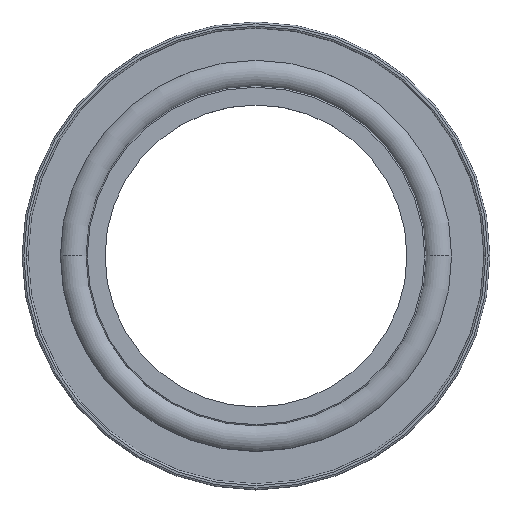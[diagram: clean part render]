
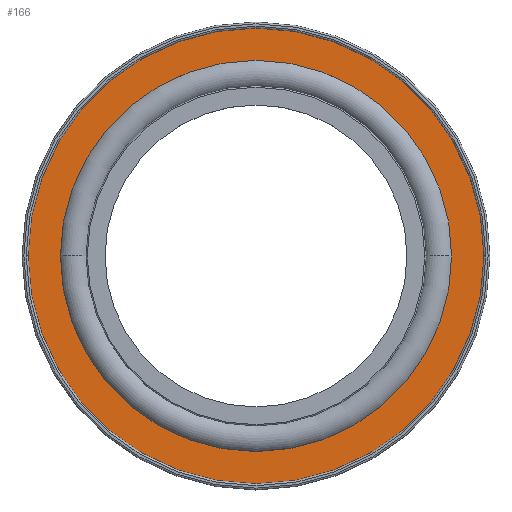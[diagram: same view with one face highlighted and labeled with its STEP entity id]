
A CAD part, top view. The second image highlights one B-rep face of the part: STEP entity #166.
In plain terms, the highlighted planar face has unit normal (0, 0, 1).
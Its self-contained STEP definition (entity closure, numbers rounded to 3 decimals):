
#1 = CARTESIAN_POINT ( 'NONE',  ( 0., 0., 1.925 ) ) ;
#5 = DIRECTION ( 'NONE',  ( 1., 0., 0. ) ) ;
#9 = DIRECTION ( 'NONE',  ( 0., 0., 1. ) ) ;
#99 = ORIENTED_EDGE ( 'NONE', *, *, #1346, .T. ) ;
#144 = VERTEX_POINT ( 'NONE', #789 ) ;
#166 = ADVANCED_FACE ( 'NONE', ( #1537, #1883 ), #805, .F. ) ;
#202 = CARTESIAN_POINT ( 'NONE',  ( 0., 0., 1.925 ) ) ;
#205 = CIRCLE ( 'NONE', #632, 37.75 ) ;
#232 = DIRECTION ( 'NONE',  ( 0., 0., 1. ) ) ;
#275 = DIRECTION ( 'NONE',  ( 0., 0., 1. ) ) ;
#368 = CIRCLE ( 'NONE', #1690, 37.75 ) ;
#431 = VERTEX_POINT ( 'NONE', #954 ) ;
#512 = DIRECTION ( 'NONE',  ( 0., 0., -1. ) ) ;
#535 = EDGE_CURVE ( 'NONE', #891, #431, #581, .T. ) ;
#581 = CIRCLE ( 'NONE', #1504, 32.4 ) ;
#584 = VERTEX_POINT ( 'NONE', #871 ) ;
#632 = AXIS2_PLACEMENT_3D ( 'NONE', #1, #9, #1600 ) ;
#743 = DIRECTION ( 'NONE',  ( 0., 0., 1. ) ) ;
#780 = ORIENTED_EDGE ( 'NONE', *, *, #1508, .F. ) ;
#789 = CARTESIAN_POINT ( 'NONE',  ( 37.75, 0., 1.925 ) ) ;
#804 = EDGE_LOOP ( 'NONE', ( #1676, #99 ) ) ;
#805 = PLANE ( 'NONE',  #1026 ) ;
#871 = CARTESIAN_POINT ( 'NONE',  ( -37.75, 0., 1.925 ) ) ;
#888 = EDGE_CURVE ( 'NONE', #144, #584, #368, .T. ) ;
#891 = VERTEX_POINT ( 'NONE', #1601 ) ;
#954 = CARTESIAN_POINT ( 'NONE',  ( 32.4, 0., 1.925 ) ) ;
#1026 = AXIS2_PLACEMENT_3D ( 'NONE', #1387, #512, #1525 ) ;
#1086 = CIRCLE ( 'NONE', #1477, 32.4 ) ;
#1151 = DIRECTION ( 'NONE',  ( 1., 0., 0. ) ) ;
#1199 = CARTESIAN_POINT ( 'NONE',  ( 0., 0., 1.925 ) ) ;
#1298 = CARTESIAN_POINT ( 'NONE',  ( 0., 0., 1.925 ) ) ;
#1346 = EDGE_CURVE ( 'NONE', #584, #144, #205, .T. ) ;
#1387 = CARTESIAN_POINT ( 'NONE',  ( -32.4, 0., 1.925 ) ) ;
#1459 = EDGE_LOOP ( 'NONE', ( #780, #1632 ) ) ;
#1477 = AXIS2_PLACEMENT_3D ( 'NONE', #1199, #743, #5 ) ;
#1504 = AXIS2_PLACEMENT_3D ( 'NONE', #1298, #275, #1151 ) ;
#1508 = EDGE_CURVE ( 'NONE', #431, #891, #1086, .T. ) ;
#1525 = DIRECTION ( 'NONE',  ( -1., 0., 0. ) ) ;
#1537 = FACE_BOUND ( 'NONE', #1459, .T. ) ;
#1600 = DIRECTION ( 'NONE',  ( 1., 0., 0. ) ) ;
#1601 = CARTESIAN_POINT ( 'NONE',  ( -32.4, 0., 1.925 ) ) ;
#1632 = ORIENTED_EDGE ( 'NONE', *, *, #535, .F. ) ;
#1661 = DIRECTION ( 'NONE',  ( 1., 0., 0. ) ) ;
#1676 = ORIENTED_EDGE ( 'NONE', *, *, #888, .T. ) ;
#1690 = AXIS2_PLACEMENT_3D ( 'NONE', #202, #232, #1661 ) ;
#1883 = FACE_OUTER_BOUND ( 'NONE', #804, .T. ) ;
